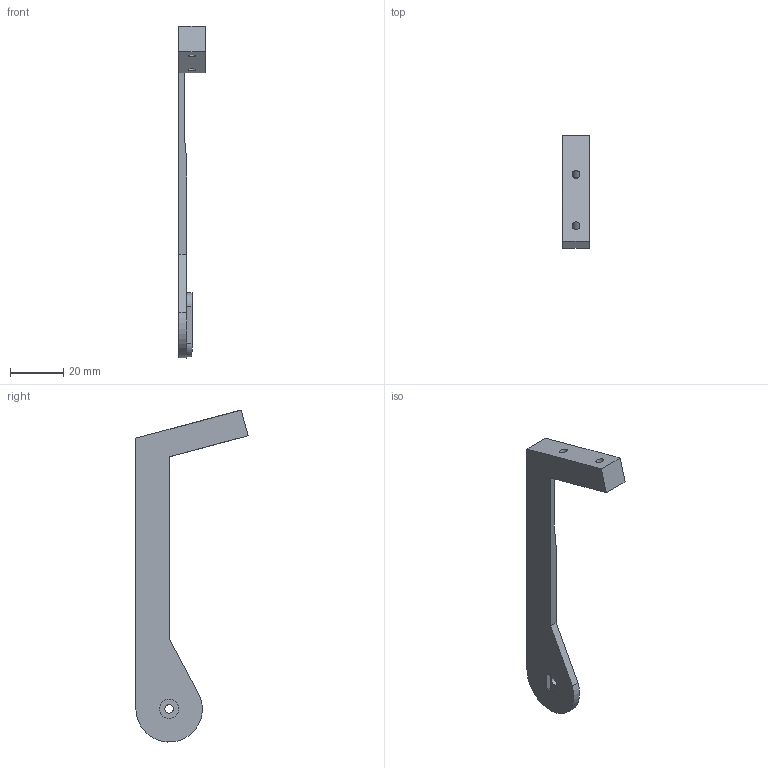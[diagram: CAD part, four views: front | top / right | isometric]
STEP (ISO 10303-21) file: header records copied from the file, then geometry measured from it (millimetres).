
FILE_DESCRIPTION(/* description */ (''),/* implementation_level */ '2;1');
FILE_NAME(/* name */ 'RightArmFinal.step',/* time_stamp */ '2023-10-22T19:17:13+02:00',/* author */ (''),/* organization */ (''),/* preprocessor_version */ 'ST-DEVELOPER v20',/* originating_system */ 'Autodesk Translation Framework v12.9.0.99',/* authorisation */ '');
FILE_SCHEMA (('AUTOMOTIVE_DESIGN { 1 0 10303 214 3 1 1 }'));
Length unit declared in the file: millimetre
Products named in the file (1): RightArmFinal
Bounding box: 10 x 42.19 x 124.83 mm (x, y, z)
Volume: 8545.1 mm3; surface area: 5934.5 mm2
Topology: 1 solids, 1 shells, 23 faces, 59 edges, 39 vertices
Faces by surface type: plane 16, cylinder 6, cone 1
Full cylindrical faces by diameter (mm): 3 x2, 3.2 x1
Entity records: 743 total; most frequent: CARTESIAN_POINT 122, DIRECTION 120, ORIENTED_EDGE 118, EDGE_CURVE 59, LINE 46, VECTOR 46, VERTEX_POINT 39, AXIS2_PLACEMENT_3D 37
